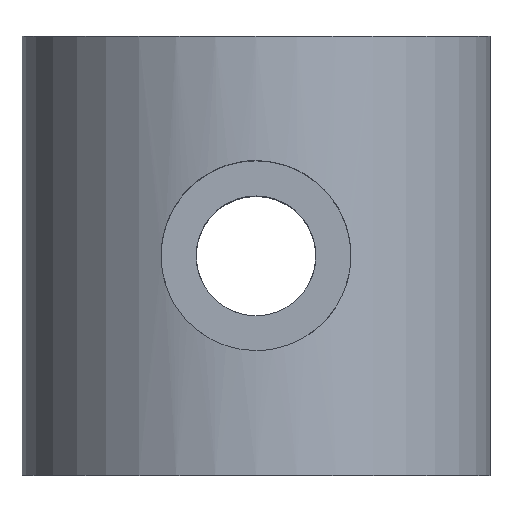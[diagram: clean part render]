
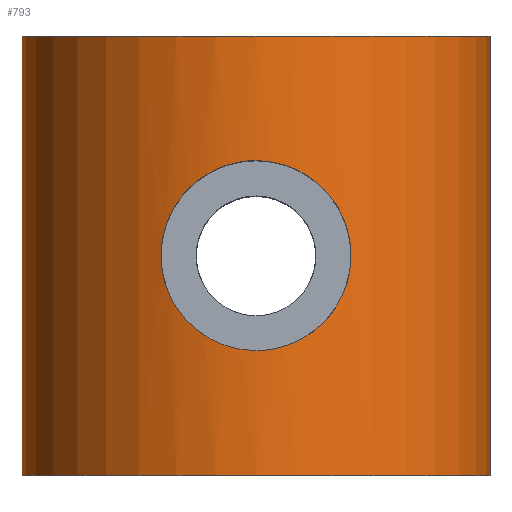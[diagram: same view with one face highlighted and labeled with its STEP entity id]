
A CAD part, top view. The second image highlights one B-rep face of the part: STEP entity #793.
In plain terms, the highlighted cylindrical face has radius 12.7 mm (diameter 25.4 mm), a partial arc.
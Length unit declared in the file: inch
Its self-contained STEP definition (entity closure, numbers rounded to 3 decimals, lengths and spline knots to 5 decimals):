
#256=CARTESIAN_POINT('',(0.0,0.203,1.0));
#257=VERTEX_POINT('',#256);
#266=CARTESIAN_POINT('',(0.,-0.203,1.0));
#267=VERTEX_POINT('',#266);
#268=CARTESIAN_POINT('',(0.,-0.203,1.0));
#269=CARTESIAN_POINT('',(-0.0258,-0.203,1.0));
#270=CARTESIAN_POINT('',(-0.05313,-0.19778,0.99781));
#271=CARTESIAN_POINT('',(-0.10306,-0.17697,0.98992));
#272=CARTESIAN_POINT('',(-0.12569,-0.16139,0.9843));
#273=CARTESIAN_POINT('',(-0.16141,-0.12567,0.9736));
#274=CARTESIAN_POINT('',(-0.17698,-0.10305,0.96777));
#275=CARTESIAN_POINT('',(-0.19778,-0.05314,0.95936));
#276=CARTESIAN_POINT('',(-0.203,-0.02583,0.95694));
#277=CARTESIAN_POINT('',(-0.203,0.0,0.95694));
#278=CARTESIAN_POINT('',(-0.203,0.02583,0.95694));
#279=CARTESIAN_POINT('',(-0.19778,0.05314,0.95936));
#280=CARTESIAN_POINT('',(-0.17698,0.10305,0.96777));
#281=CARTESIAN_POINT('',(-0.16141,0.12567,0.9736));
#282=CARTESIAN_POINT('',(-0.12569,0.16139,0.9843));
#283=CARTESIAN_POINT('',(-0.10306,0.17697,0.98992));
#284=CARTESIAN_POINT('',(-0.05313,0.19778,0.99781));
#285=CARTESIAN_POINT('',(-0.0258,0.203,1.0));
#286=CARTESIAN_POINT('',(0.0,0.203,1.0));
#287=B_SPLINE_CURVE_WITH_KNOTS('',3,(#268,#269,#270,#271,#272,#273,#274,#275,#276,#277,#278,#279,#280,#281,#282,#283,#284,#285,#286),.UNSPECIFIED.,.F.,.U.,(4,2,2,2,3,2,2,2,4),(0.92938,1.00679,1.08419,1.16168,1.23917,1.31666,1.39415,1.47156,1.54897),.UNSPECIFIED.);
#288=EDGE_CURVE('',#267,#257,#287,.T.);
#342=CARTESIAN_POINT('',(0.0,0.203,1.0));
#343=CARTESIAN_POINT('',(0.0258,0.203,1.0));
#344=CARTESIAN_POINT('',(0.05313,0.19778,0.99781));
#345=CARTESIAN_POINT('',(0.10306,0.17697,0.98992));
#346=CARTESIAN_POINT('',(0.12569,0.16139,0.9843));
#347=CARTESIAN_POINT('',(0.16141,0.12567,0.9736));
#348=CARTESIAN_POINT('',(0.17698,0.10305,0.96777));
#349=CARTESIAN_POINT('',(0.19778,0.05314,0.95936));
#350=CARTESIAN_POINT('',(0.203,0.02583,0.95694));
#351=CARTESIAN_POINT('',(0.203,-0.02583,0.95694));
#352=CARTESIAN_POINT('',(0.19778,-0.05314,0.95936));
#353=CARTESIAN_POINT('',(0.17698,-0.10305,0.96777));
#354=CARTESIAN_POINT('',(0.16141,-0.12567,0.9736));
#355=CARTESIAN_POINT('',(0.12569,-0.16139,0.9843));
#356=CARTESIAN_POINT('',(0.10306,-0.17697,0.98992));
#357=CARTESIAN_POINT('',(0.05313,-0.19778,0.99781));
#358=CARTESIAN_POINT('',(0.0258,-0.203,1.0));
#359=CARTESIAN_POINT('',(0.,-0.203,1.0));
#360=B_SPLINE_CURVE_WITH_KNOTS('',3,(#342,#343,#344,#345,#346,#347,#348,#349,#350,#351,#352,#353,#354,#355,#356,#357,#358,#359),.UNSPECIFIED.,.F.,.U.,(4,2,2,2,2,2,2,2,4),(0.30979,0.3872,0.46461,0.5421,0.61959,0.69708,0.77457,0.85197,0.92938),.UNSPECIFIED.);
#361=EDGE_CURVE('',#257,#267,#360,.T.);
#748=CARTESIAN_POINT('',(0.,-0.469,0.5));
#749=DIRECTION('',(0.,1.0,0.));
#750=DIRECTION('',(-0.707,0.,0.707));
#751=AXIS2_PLACEMENT_3D('',#748,#749,#750);
#752=CYLINDRICAL_SURFACE('',#751,0.5);
#753=CARTESIAN_POINT('',(0.5,0.469,0.5));
#754=VERTEX_POINT('',#753);
#755=CARTESIAN_POINT('',(-0.5,0.469,0.5));
#756=VERTEX_POINT('',#755);
#757=CARTESIAN_POINT('',(0.,0.469,0.5));
#758=DIRECTION('',(0.,-1.0,0.));
#759=DIRECTION('',(-0.707,0.,0.707));
#760=AXIS2_PLACEMENT_3D('',#757,#758,#759);
#761=CIRCLE('',#760,0.5);
#762=EDGE_CURVE('',#754,#756,#761,.T.);
#763=ORIENTED_EDGE('',*,*,#762,.T.);
#764=CARTESIAN_POINT('',(-0.5,-0.469,0.5));
#765=VERTEX_POINT('',#764);
#766=CARTESIAN_POINT('',(-0.5,-0.469,0.5));
#767=DIRECTION('',(0.0,1.0,0.0));
#768=VECTOR('',#767,0.938);
#769=LINE('',#766,#768);
#770=EDGE_CURVE('',#765,#756,#769,.T.);
#771=ORIENTED_EDGE('',*,*,#770,.F.);
#772=CARTESIAN_POINT('',(0.5,-0.469,0.5));
#773=VERTEX_POINT('',#772);
#774=CARTESIAN_POINT('',(0.,-0.469,0.5));
#775=DIRECTION('',(0.,1.0,0.));
#776=DIRECTION('',(-0.707,0.,0.707));
#777=AXIS2_PLACEMENT_3D('',#774,#775,#776);
#778=CIRCLE('',#777,0.5);
#779=EDGE_CURVE('',#765,#773,#778,.T.);
#780=ORIENTED_EDGE('',*,*,#779,.T.);
#781=CARTESIAN_POINT('',(0.5,-0.469,0.5));
#782=DIRECTION('',(0.0,1.0,0.0));
#783=VECTOR('',#782,0.938);
#784=LINE('',#781,#783);
#785=EDGE_CURVE('',#773,#754,#784,.T.);
#786=ORIENTED_EDGE('',*,*,#785,.T.);
#787=EDGE_LOOP('',(#763,#771,#780,#786));
#788=FACE_OUTER_BOUND('',#787,.T.);
#789=ORIENTED_EDGE('',*,*,#361,.T.);
#790=ORIENTED_EDGE('',*,*,#288,.T.);
#791=EDGE_LOOP('',(#789,#790));
#792=FACE_BOUND('',#791,.T.);
#793=ADVANCED_FACE('',(#788,#792),#752,.T.);
